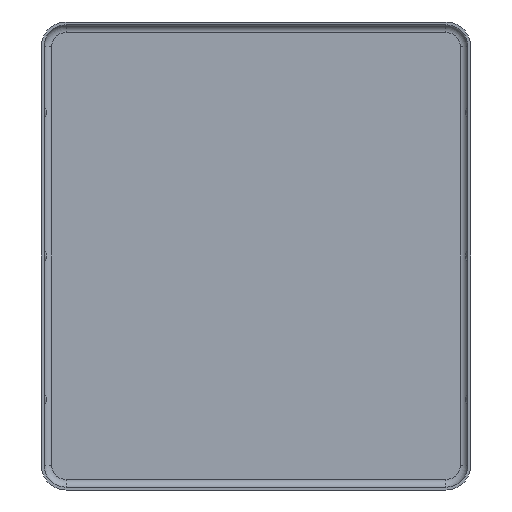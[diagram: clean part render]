
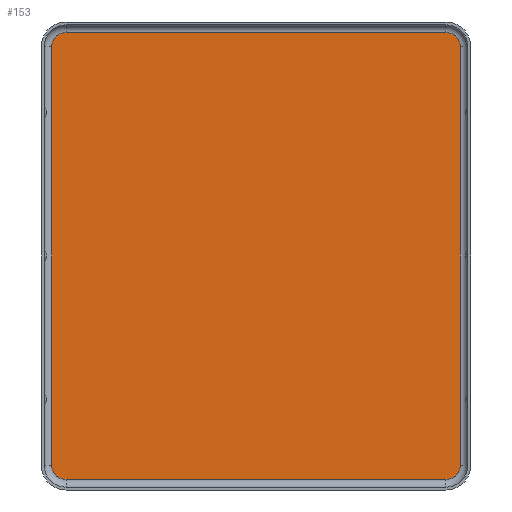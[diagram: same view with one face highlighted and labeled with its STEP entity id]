
A CAD part, front view. The second image highlights one B-rep face of the part: STEP entity #153.
In plain terms, the highlighted planar face has unit normal (0, -1, 0).
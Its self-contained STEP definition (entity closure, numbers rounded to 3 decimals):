
#153 = ADVANCED_FACE( 'NONE', ( #318 ), #319, .F. );
#318 = FACE_OUTER_BOUND( '', #479, .T. );
#319 = PLANE( '', #480 );
#479 = EDGE_LOOP( '', ( #824, #825, #826, #827, #828, #829, #830, #831 ) );
#480 = AXIS2_PLACEMENT_3D( '', #832, #833, #834 );
#824 = ORIENTED_EDGE( '', *, *, #906, .T. );
#825 = ORIENTED_EDGE( '', *, *, #919, .F. );
#826 = ORIENTED_EDGE( '', *, *, #915, .T. );
#827 = ORIENTED_EDGE( '', *, *, #1002, .T. );
#828 = ORIENTED_EDGE( '', *, *, #941, .F. );
#829 = ORIENTED_EDGE( '', *, *, #882, .F. );
#830 = ORIENTED_EDGE( '', *, *, #946, .F. );
#831 = ORIENTED_EDGE( '', *, *, #972, .T. );
#832 = CARTESIAN_POINT( '', ( 19.85, -0.3, -21.85 ) );
#833 = DIRECTION( '', ( 0., 1., 0. ) );
#834 = DIRECTION( '', ( 1., 0., 0. ) );
#882 = EDGE_CURVE( 'NONE', #1030, #1032, #1033, .T. );
#906 = EDGE_CURVE( 'NONE', #1071, #1069, #1072, .T. );
#915 = EDGE_CURVE( 'NONE', #1086, #1084, #1087, .T. );
#919 = EDGE_CURVE( 'NONE', #1086, #1069, #1091, .T. );
#941 = EDGE_CURVE( 'NONE', #1032, #1122, #1123, .T. );
#946 = EDGE_CURVE( 'NONE', #1127, #1030, #1129, .T. );
#972 = EDGE_CURVE( 'NONE', #1127, #1071, #1164, .T. );
#1002 = EDGE_CURVE( 'NONE', #1084, #1122, #1201, .T. );
#1030 = VERTEX_POINT( 'NONE', #1233 );
#1032 = VERTEX_POINT( 'NONE', #1235 );
#1033 = CIRCLE( '', #1236, 1.5 );
#1069 = VERTEX_POINT( 'NONE', #1280 );
#1071 = VERTEX_POINT( 'NONE', #1282 );
#1072 = LINE( '', #1283, #1284 );
#1084 = VERTEX_POINT( 'NONE', #1299 );
#1086 = VERTEX_POINT( 'NONE', #1301 );
#1087 = LINE( '', #1302, #1303 );
#1091 = CIRCLE( '', #1307, 1.5 );
#1122 = VERTEX_POINT( 'NONE', #1344 );
#1123 = LINE( '', #1345, #1346 );
#1127 = VERTEX_POINT( 'NONE', #1351 );
#1129 = LINE( '', #1353, #1354 );
#1164 = CIRCLE( '', #1396, 1.5 );
#1201 = CIRCLE( '', #1440, 1.5 );
#1233 = CARTESIAN_POINT( '', ( 21.35, -0.3, -21.85 ) );
#1235 = CARTESIAN_POINT( '', ( 19.85, -0.3, -23.35 ) );
#1236 = AXIS2_PLACEMENT_3D( '', #1468, #1469, #1470 );
#1280 = CARTESIAN_POINT( '', ( -19.85, -0.3, 23.35 ) );
#1282 = CARTESIAN_POINT( '', ( 19.85, -0.3, 23.35 ) );
#1283 = CARTESIAN_POINT( '', ( 19.85, -0.3, 23.35 ) );
#1284 = VECTOR( '', #1506, 1000. );
#1299 = CARTESIAN_POINT( '', ( -21.35, -0.3, -21.85 ) );
#1301 = CARTESIAN_POINT( '', ( -21.35, -0.3, 21.85 ) );
#1302 = CARTESIAN_POINT( '', ( -21.35, -0.3, 0. ) );
#1303 = VECTOR( '', #1519, 1000. );
#1307 = AXIS2_PLACEMENT_3D( '', #1526, #1527, #1528 );
#1344 = CARTESIAN_POINT( '', ( -19.85, -0.3, -23.35 ) );
#1345 = CARTESIAN_POINT( '', ( 19.85, -0.3, -23.35 ) );
#1346 = VECTOR( '', #1562, 1000. );
#1351 = CARTESIAN_POINT( '', ( 21.35, -0.3, 21.85 ) );
#1353 = CARTESIAN_POINT( '', ( 21.35, -0.3, 0. ) );
#1354 = VECTOR( '', #1570, 1000. );
#1396 = AXIS2_PLACEMENT_3D( '', #1605, #1606, #1607 );
#1440 = AXIS2_PLACEMENT_3D( '', #1639, #1640, #1641 );
#1468 = CARTESIAN_POINT( '', ( 19.85, -0.3, -21.85 ) );
#1469 = DIRECTION( '', ( 0., 1., 0. ) );
#1470 = DIRECTION( '', ( 0., 0., 1. ) );
#1506 = DIRECTION( '', ( -1., 0., 0. ) );
#1519 = DIRECTION( '', ( 0., 0., -1. ) );
#1526 = CARTESIAN_POINT( '', ( -19.85, -0.3, 21.85 ) );
#1527 = DIRECTION( '', ( 0., 1., 0. ) );
#1528 = DIRECTION( '', ( 0., 0., -1. ) );
#1562 = DIRECTION( '', ( -1., 0., 0. ) );
#1570 = DIRECTION( '', ( 0., 0., -1. ) );
#1605 = CARTESIAN_POINT( '', ( 19.85, -0.3, 21.85 ) );
#1606 = DIRECTION( '', ( 0., -1., 0. ) );
#1607 = DIRECTION( '', ( 0., 0., -1. ) );
#1639 = CARTESIAN_POINT( '', ( -19.85, -0.3, -21.85 ) );
#1640 = DIRECTION( '', ( 0., -1., 0. ) );
#1641 = DIRECTION( '', ( 0., 0., 1. ) );
